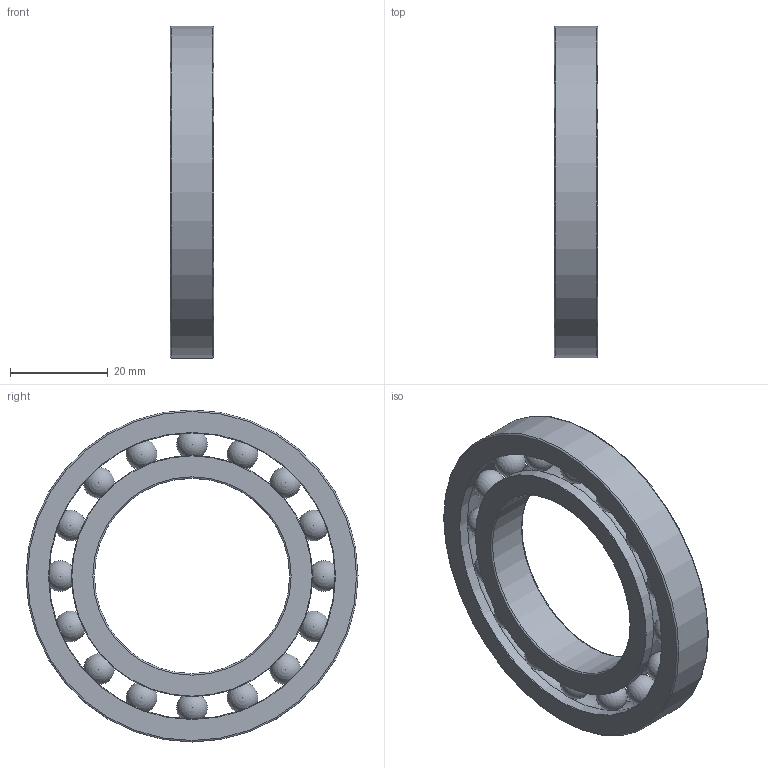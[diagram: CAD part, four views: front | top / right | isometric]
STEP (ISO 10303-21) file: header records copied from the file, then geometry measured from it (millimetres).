
FILE_DESCRIPTION( ( 'STEP AP214' ), '1' );
FILE_NAME( 'SKF_16008.stp', '2021-12-15T14:28:36', ( 'License CC BY-ND 4.0' ), ( 'CADENAS' ), ' ', 'PARTsolutions', ' ' );
FILE_SCHEMA( ( 'AUTOMOTIVE_DESIGN { 1 0 10303 214 1 1 1 1 }' ) );
Length unit declared in the file: millimetre
Products named in the file (5): SKF_16008; _SKF_16008_PART1; _SKF_16008_PART2; _SKF_16008_PART3; _SKF_16008_PART4
Assembly tree (34 placements, depth 2):
  SKF_16008
    _SKF_16008_PART1
    _SKF_16008_PART2
    _SKF_16008_PART3  x16
    _SKF_16008_PART4  x16
Bounding box: 9 x 68 x 68 mm (x, y, z)
Volume: 15589.1 mm3; surface area: 11360.4 mm2
Topology: 18 solids, 18 shells, 36 faces, 84 edges, 68 vertices
Faces by surface type: sphere 16, torus 10, cylinder 6, plane 4
Full cylindrical faces by diameter (mm): 40 x1, 49.4 x2, 58.6 x2, 68 x1
Entity records: 932 total; most frequent: DIRECTION 152, CARTESIAN_POINT 100, AXIS2_PLACEMENT_3D 76, EDGE_LOOP 40, ORIENTED_EDGE 40, PRODUCT_DEFINITION_SHAPE 39, FACE_OUTER_BOUND 36, CONTEXT_DEPENDENT_SHAPE_REPRESENTATION 34
